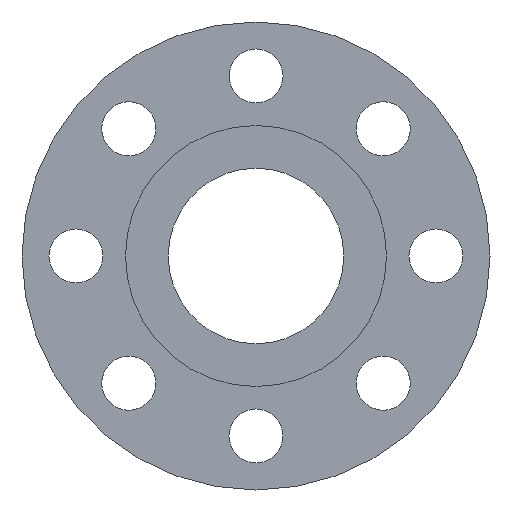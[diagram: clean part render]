
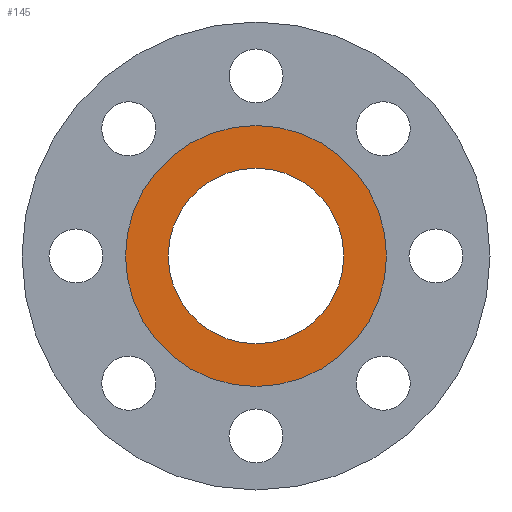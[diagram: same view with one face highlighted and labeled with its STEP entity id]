
A CAD part, left-side view. The second image highlights one B-rep face of the part: STEP entity #145.
In plain terms, the highlighted planar face has unit normal (-1, 0, 0).
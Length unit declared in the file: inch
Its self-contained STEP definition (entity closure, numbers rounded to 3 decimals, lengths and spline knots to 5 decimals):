
#28 = VERTEX_POINT ( 'NONE', #267 ) ;
#38 = VERTEX_POINT ( 'NONE', #272 ) ;
#104 = EDGE_LOOP ( 'NONE', ( #623, #407 ) ) ;
#124 = EDGE_CURVE ( 'NONE', #38, #817, #262, .T. ) ;
#141 = CARTESIAN_POINT ( 'NONE',  ( -0.14414, 0., 0. ) ) ;
#145 = ADVANCED_FACE ( 'NONE', ( #471, #818 ), #577, .T. ) ;
#211 = CARTESIAN_POINT ( 'NONE',  ( -0.14414, 0., -1.8125 ) ) ;
#221 = CARTESIAN_POINT ( 'NONE',  ( -0.14414, 0., 0. ) ) ;
#237 = DIRECTION ( 'NONE',  ( 0., 0., 1. ) ) ;
#262 = CIRCLE ( 'NONE', #570, 1.8125 ) ;
#267 = CARTESIAN_POINT ( 'NONE',  ( -0.14414, 0., 1.21875 ) ) ;
#272 = CARTESIAN_POINT ( 'NONE',  ( -0.14414, 0., 1.8125 ) ) ;
#277 = CIRCLE ( 'NONE', #1023, 1.8125 ) ;
#310 = DIRECTION ( 'NONE',  ( -1., 0., 0. ) ) ;
#323 = DIRECTION ( 'NONE',  ( -1., 0., 0. ) ) ;
#327 = EDGE_CURVE ( 'NONE', #817, #38, #277, .T. ) ;
#407 = ORIENTED_EDGE ( 'NONE', *, *, #327, .T. ) ;
#440 = EDGE_LOOP ( 'NONE', ( #451, #683 ) ) ;
#449 = CARTESIAN_POINT ( 'NONE',  ( -0.14414, 0., -1.21875 ) ) ;
#451 = ORIENTED_EDGE ( 'NONE', *, *, #661, .F. ) ;
#458 = DIRECTION ( 'NONE',  ( -1., 0., 0. ) ) ;
#466 = CARTESIAN_POINT ( 'NONE',  ( -0.14414, 0., 0. ) ) ;
#471 = FACE_OUTER_BOUND ( 'NONE', #104, .T. ) ;
#486 = CARTESIAN_POINT ( 'NONE',  ( -0.14414, 0., 0. ) ) ;
#565 = DIRECTION ( 'NONE',  ( 0., 0., 1. ) ) ;
#570 = AXIS2_PLACEMENT_3D ( 'NONE', #466, #323, #237 ) ;
#577 = PLANE ( 'NONE',  #862 ) ;
#623 = ORIENTED_EDGE ( 'NONE', *, *, #124, .T. ) ;
#632 = DIRECTION ( 'NONE',  ( 0., 0., 1. ) ) ;
#649 = CARTESIAN_POINT ( 'NONE',  ( -0.14414, 0., 0. ) ) ;
#661 = EDGE_CURVE ( 'NONE', #28, #838, #805, .T. ) ;
#679 = EDGE_CURVE ( 'NONE', #838, #28, #1025, .T. ) ;
#683 = ORIENTED_EDGE ( 'NONE', *, *, #679, .F. ) ;
#789 = DIRECTION ( 'NONE',  ( -1., 0., 0. ) ) ;
#799 = DIRECTION ( 'NONE',  ( -1., 0., 0. ) ) ;
#805 = CIRCLE ( 'NONE', #901, 1.21875 ) ;
#812 = DIRECTION ( 'NONE',  ( 0., 0., 1. ) ) ;
#817 = VERTEX_POINT ( 'NONE', #211 ) ;
#818 = FACE_BOUND ( 'NONE', #440, .T. ) ;
#838 = VERTEX_POINT ( 'NONE', #449 ) ;
#862 = AXIS2_PLACEMENT_3D ( 'NONE', #486, #799, #812 ) ;
#901 = AXIS2_PLACEMENT_3D ( 'NONE', #141, #458, #1047 ) ;
#1008 = AXIS2_PLACEMENT_3D ( 'NONE', #221, #789, #632 ) ;
#1023 = AXIS2_PLACEMENT_3D ( 'NONE', #649, #310, #565 ) ;
#1025 = CIRCLE ( 'NONE', #1008, 1.21875 ) ;
#1047 = DIRECTION ( 'NONE',  ( 0., 0., 1. ) ) ;
